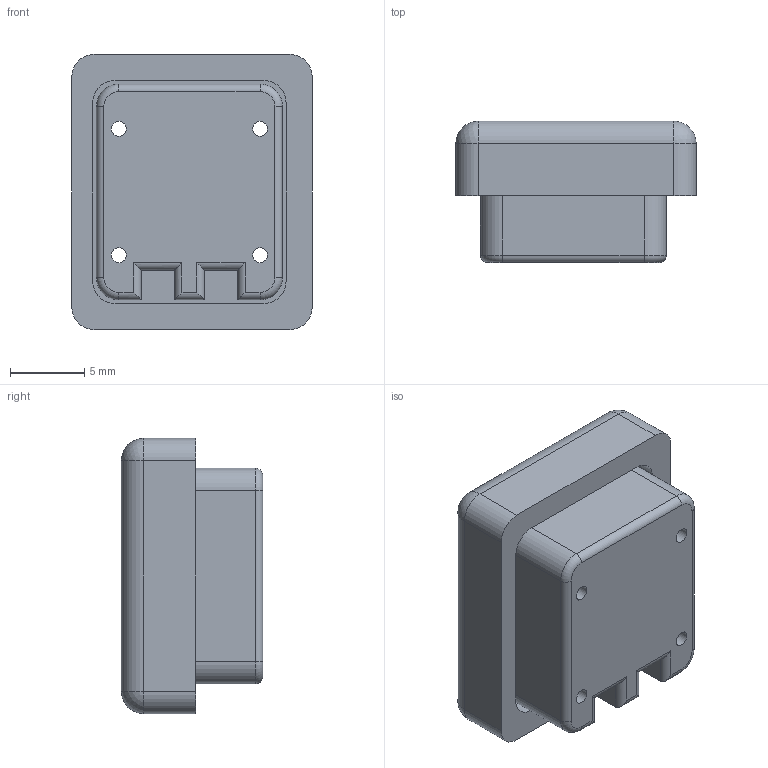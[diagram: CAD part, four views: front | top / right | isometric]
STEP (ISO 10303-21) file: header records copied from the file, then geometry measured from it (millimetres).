
FILE_DESCRIPTION(/* description */ (''),/* implementation_level */ '2;1');
FILE_NAME(/* name */ 'Tactile Switch Case v1.step',/* time_stamp */ '2024-08-24T12:28:34+03:00',/* author */ (''),/* organization */ (''),/* preprocessor_version */ 'ST-DEVELOPER v20',/* originating_system */ 'Autodesk Translation Framework v13.14.0.145',/* authorisation */ '');
FILE_SCHEMA (('AUTOMOTIVE_DESIGN { 1 0 10303 214 3 1 1 }'));
Length unit declared in the file: millimetre
Products named in the file (1): Tactile Switch Case
Bounding box: 16.15 x 9.5 x 18.5 mm (x, y, z)
Volume: 1679.9 mm3; surface area: 2000.4 mm2
Topology: 2 solids, 2 shells, 73 faces, 176 edges, 108 vertices
Faces by surface type: cylinder 36, plane 29, torus 4, sphere 4
Full cylindrical faces by diameter (mm): 1 x8
Entity records: 2178 total; most frequent: DIRECTION 392, CARTESIAN_POINT 358, ORIENTED_EDGE 352, EDGE_CURVE 176, AXIS2_PLACEMENT_3D 142, LINE 108, VECTOR 108, VERTEX_POINT 108
